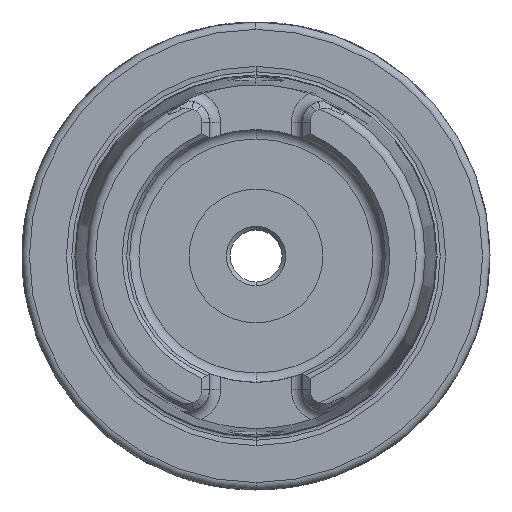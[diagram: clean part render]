
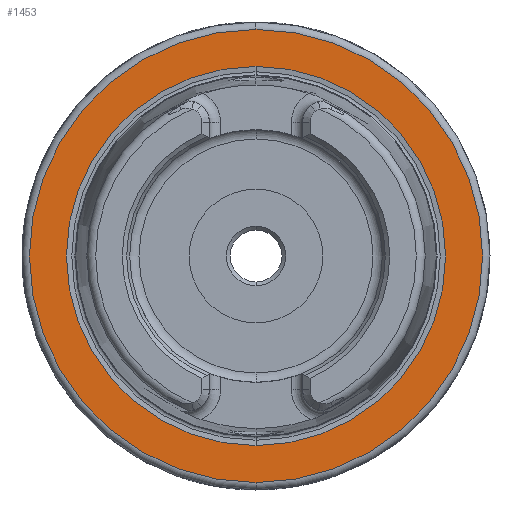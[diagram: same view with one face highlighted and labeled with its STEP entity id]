
A CAD part, left-side view. The second image highlights one B-rep face of the part: STEP entity #1453.
In plain terms, the highlighted planar face has unit normal (-1, 0, 0).
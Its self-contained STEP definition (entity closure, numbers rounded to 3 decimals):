
#207 = EDGE_CURVE ( 'NONE', #4915, #4560, #6440, .T. ) ;
#243 = CIRCLE ( 'NONE', #4735, 25.521 ) ;
#761 = CIRCLE ( 'NONE', #4499, 25.521 ) ;
#851 = CARTESIAN_POINT ( 'NONE',  ( -29., 0., -30.5 ) ) ;
#949 = CARTESIAN_POINT ( 'NONE',  ( -29., 0., 25.521 ) ) ;
#1377 = DIRECTION ( 'NONE',  ( -1., 0., 0. ) ) ;
#1453 = ADVANCED_FACE ( 'NONE', ( #2175, #2021 ), #5302, .F. ) ;
#1838 = ORIENTED_EDGE ( 'NONE', *, *, #7443, .T. ) ;
#2021 = FACE_BOUND ( 'NONE', #2119, .T. ) ;
#2119 = EDGE_LOOP ( 'NONE', ( #4996, #6204 ) ) ;
#2175 = FACE_OUTER_BOUND ( 'NONE', #6894, .T. ) ;
#2365 = EDGE_CURVE ( 'NONE', #6521, #6340, #761, .T. ) ;
#2623 = DIRECTION ( 'NONE',  ( 1., 0., 0. ) ) ;
#2751 = EDGE_CURVE ( 'NONE', #6340, #6521, #243, .T. ) ;
#2817 = DIRECTION ( 'NONE',  ( -1., 0., 0. ) ) ;
#3044 = DIRECTION ( 'NONE',  ( 1., 0., 0. ) ) ;
#3070 = AXIS2_PLACEMENT_3D ( 'NONE', #5884, #3044, #7064 ) ;
#3289 = DIRECTION ( 'NONE',  ( 1., 0., 0. ) ) ;
#3361 = AXIS2_PLACEMENT_3D ( 'NONE', #4830, #1377, #5396 ) ;
#3624 = AXIS2_PLACEMENT_3D ( 'NONE', #6258, #2817, #6848 ) ;
#3875 = CARTESIAN_POINT ( 'NONE',  ( -29., 0., -25.521 ) ) ;
#4452 = CIRCLE ( 'NONE', #3361, 30.5 ) ;
#4499 = AXIS2_PLACEMENT_3D ( 'NONE', #6741, #3289, #7341 ) ;
#4560 = VERTEX_POINT ( 'NONE', #4974 ) ;
#4735 = AXIS2_PLACEMENT_3D ( 'NONE', #6062, #2623, #6637 ) ;
#4742 = ORIENTED_EDGE ( 'NONE', *, *, #207, .T. ) ;
#4830 = CARTESIAN_POINT ( 'NONE',  ( -29., 0., 0. ) ) ;
#4915 = VERTEX_POINT ( 'NONE', #851 ) ;
#4974 = CARTESIAN_POINT ( 'NONE',  ( -29., 0., 30.5 ) ) ;
#4996 = ORIENTED_EDGE ( 'NONE', *, *, #2751, .T. ) ;
#5302 = PLANE ( 'NONE',  #3070 ) ;
#5396 = DIRECTION ( 'NONE',  ( 0., 0., -1. ) ) ;
#5884 = CARTESIAN_POINT ( 'NONE',  ( -29., 31.5, 0. ) ) ;
#6062 = CARTESIAN_POINT ( 'NONE',  ( -29., 0., 0. ) ) ;
#6204 = ORIENTED_EDGE ( 'NONE', *, *, #2365, .T. ) ;
#6258 = CARTESIAN_POINT ( 'NONE',  ( -29., 0., 0. ) ) ;
#6340 = VERTEX_POINT ( 'NONE', #949 ) ;
#6440 = CIRCLE ( 'NONE', #3624, 30.5 ) ;
#6521 = VERTEX_POINT ( 'NONE', #3875 ) ;
#6637 = DIRECTION ( 'NONE',  ( 0., 0., -1. ) ) ;
#6741 = CARTESIAN_POINT ( 'NONE',  ( -29., 0., 0. ) ) ;
#6848 = DIRECTION ( 'NONE',  ( 0., 0., -1. ) ) ;
#6894 = EDGE_LOOP ( 'NONE', ( #4742, #1838 ) ) ;
#7064 = DIRECTION ( 'NONE',  ( 0., 0., -1. ) ) ;
#7341 = DIRECTION ( 'NONE',  ( 0., 0., -1. ) ) ;
#7443 = EDGE_CURVE ( 'NONE', #4560, #4915, #4452, .T. ) ;
